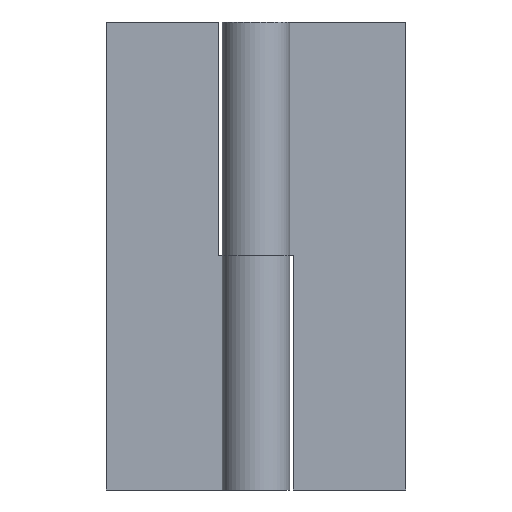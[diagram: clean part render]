
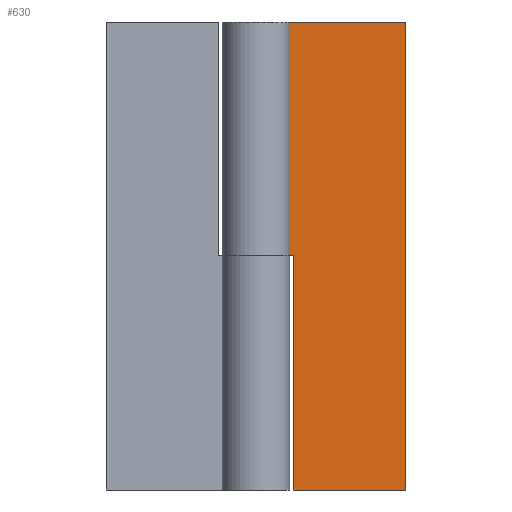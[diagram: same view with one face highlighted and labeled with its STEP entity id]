
A CAD part, front view. The second image highlights one B-rep face of the part: STEP entity #630.
In plain terms, the highlighted free-form (B-spline) face has degree [1, 1] with [2, 2] control points.
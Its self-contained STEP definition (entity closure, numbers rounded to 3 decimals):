
#321=CARTESIAN_POINT('',(4.0,2.0,25.0));
#322=VERTEX_POINT('',#321);
#335=CARTESIAN_POINT('',(4.0,2.0,0.0));
#336=VERTEX_POINT('',#335);
#342=CARTESIAN_POINT('',(4.0,2.0,25.0));
#343=CARTESIAN_POINT('',(4.0,2.0,0.0));
#344=QUASI_UNIFORM_CURVE('',1,(#342,#343),.UNSPECIFIED.,.F.,.U.);
#345=EDGE_CURVE('',#322,#336,#344,.T.);
#357=CARTESIAN_POINT('',(0.0,2.0,25.0));
#358=VERTEX_POINT('',#357);
#412=CARTESIAN_POINT('',(0.0,2.0,25.0));
#413=CARTESIAN_POINT('',(4.0,2.0,25.0));
#414=QUASI_UNIFORM_CURVE('',1,(#412,#413),.UNSPECIFIED.,.F.,.U.);
#415=EDGE_CURVE('',#358,#322,#414,.T.);
#427=CARTESIAN_POINT('',(0.0,2.0,50.));
#428=VERTEX_POINT('',#427);
#448=CARTESIAN_POINT('',(16.0,2.0,50.));
#449=VERTEX_POINT('',#448);
#450=CARTESIAN_POINT('',(0.0,2.0,50.));
#451=CARTESIAN_POINT('',(16.0,2.0,50.));
#452=QUASI_UNIFORM_CURVE('',1,(#450,#451),.UNSPECIFIED.,.F.,.U.);
#453=EDGE_CURVE('',#428,#449,#452,.T.);
#504=CARTESIAN_POINT('',(16.0,2.0,0.0));
#505=VERTEX_POINT('',#504);
#506=CARTESIAN_POINT('',(16.0,2.0,0.0));
#507=CARTESIAN_POINT('',(16.0,2.0,50.));
#508=QUASI_UNIFORM_CURVE('',1,(#506,#507),.UNSPECIFIED.,.F.,.U.);
#509=EDGE_CURVE('',#505,#449,#508,.T.);
#531=CARTESIAN_POINT('',(4.0,2.0,0.0));
#532=CARTESIAN_POINT('',(16.0,2.0,0.0));
#533=QUASI_UNIFORM_CURVE('',1,(#531,#532),.UNSPECIFIED.,.F.,.U.);
#534=EDGE_CURVE('',#336,#505,#533,.T.);
#613=CARTESIAN_POINT('',(-0.799,2.0,52.497));
#614=CARTESIAN_POINT('',(-0.799,2.0,-2.498));
#615=CARTESIAN_POINT('',(16.799,2.0,52.497));
#616=CARTESIAN_POINT('',(16.799,2.0,-2.498));
#617=B_SPLINE_SURFACE_WITH_KNOTS('',1,1,((#613,#615),(#614,#616)),.UNSPECIFIED.,.F.,.F.,.U.,(2,2),(2,2),(0.0,54.995),(0.0,17.598),.UNSPECIFIED.);
#618=ORIENTED_EDGE('',*,*,#415,.T.);
#619=ORIENTED_EDGE('',*,*,#345,.T.);
#620=ORIENTED_EDGE('',*,*,#534,.T.);
#621=ORIENTED_EDGE('',*,*,#509,.T.);
#622=ORIENTED_EDGE('',*,*,#453,.F.);
#623=CARTESIAN_POINT('',(0.0,2.0,25.0));
#624=CARTESIAN_POINT('',(0.0,2.0,50.));
#625=QUASI_UNIFORM_CURVE('',1,(#623,#624),.UNSPECIFIED.,.F.,.U.);
#626=EDGE_CURVE('',#358,#428,#625,.T.);
#627=ORIENTED_EDGE('',*,*,#626,.F.);
#628=EDGE_LOOP('',(#618,#619,#620,#621,#622,#627));
#629=FACE_OUTER_BOUND('',#628,.T.);
#630=ADVANCED_FACE('',(#629),#617,.T.);
